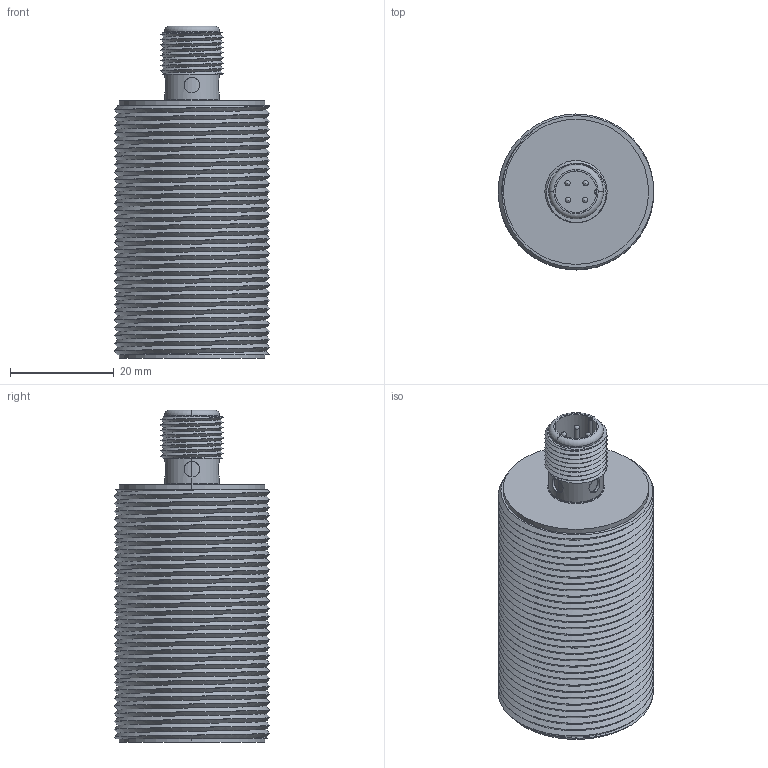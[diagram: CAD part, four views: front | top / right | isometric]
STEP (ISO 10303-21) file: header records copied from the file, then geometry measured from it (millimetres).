
FILE_DESCRIPTION (( 'STEP AP203' ), '1' );
FILE_NAME ('I1CF-M3010P-OEU4.STEP', '2025-03-13T03:26:44', ( '' ), ( '' ), 'SwSTEP 2.0', 'SolidWorks 2024', '' );
FILE_SCHEMA (( 'CONFIG_CONTROL_DESIGN' ));
Length unit declared in the file: millimetre
Products named in the file (12): 零件-30埋入感应壳; 插针1 - 副本; 插针1; 零件-铜头30; plog壳2; 装配体M12-Plug; 装配体-30铜头; 插针1 - 副本 (4); 插针1 - 副本 (3); 零件-埋入管子49; 零件-M12铜头螺纹; I1CF-M3010P-OEU4
Assembly tree (11 placements, depth 4):
  I1CF-M3010P-OEU4
    零件-30埋入感应壳
    零件-埋入管子49
    装配体-30铜头
      零件-铜头30
      装配体M12-Plug
        plog壳2
        插针1
        插针1 - 副本
        插针1 - 副本 (3)
        插针1 - 副本 (4)
      零件-M12铜头螺纹
Bounding box: 30 x 30 x 64 mm (x, y, z)
Volume: 5328.2 mm3; surface area: 15646.3 mm2
Topology: 9 solids, 9 shells, 162 faces, 422 edges, 280 vertices
Faces by surface type: cylinder 124, plane 25, torus 5, bspline 4, sphere 4
Entity records: 14735 total; most frequent: CARTESIAN_POINT 9986, ORIENTED_EDGE 820, DIRECTION 657, EDGE_CURVE 410, VERTEX_POINT 272, AXIS2_PLACEMENT_3D 265, EDGE_LOOP 182, FACE_OUTER_BOUND 162
